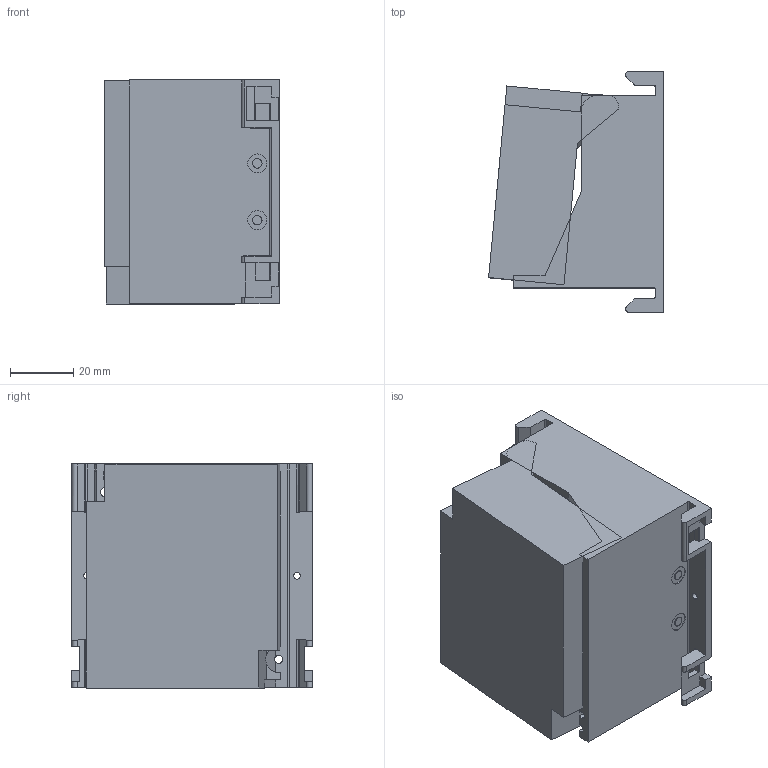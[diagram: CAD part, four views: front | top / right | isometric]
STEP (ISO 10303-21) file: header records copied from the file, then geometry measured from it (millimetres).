
FILE_DESCRIPTION (( 'STEP AP214' ), '1' );
FILE_NAME ('6288610.stp', '2016-04-29T11:22:17', ( '' ), ( '' ), 'SwSTEP 2.0', 'SolidWorks 2014', '' );
FILE_SCHEMA (( 'AUTOMOTIVE_DESIGN' ));
Length unit declared in the file: millimetre
Products named in the file (3): 001063T2_Standard; 6288610; 001061T1_Standard
Assembly tree (2 placements, depth 2):
  6288610
    001061T1_Standard
    001063T2_Standard
Bounding box: 55.4 x 76.25 x 71 mm (x, y, z)
Volume: 46888.7 mm3; surface area: 44406.7 mm2
Topology: 2 solids, 2 shells, 194 faces, 554 edges, 357 vertices
Faces by surface type: plane 120, cylinder 61, cone 8, sphere 3, torus 1, bspline 1
Entity records: 6412 total; most frequent: CARTESIAN_POINT 1249, ORIENTED_EDGE 1106, DIRECTION 1014, EDGE_CURVE 553, LINE 414, VECTOR 414, VERTEX_POINT 357, AXIS2_PLACEMENT_3D 300
